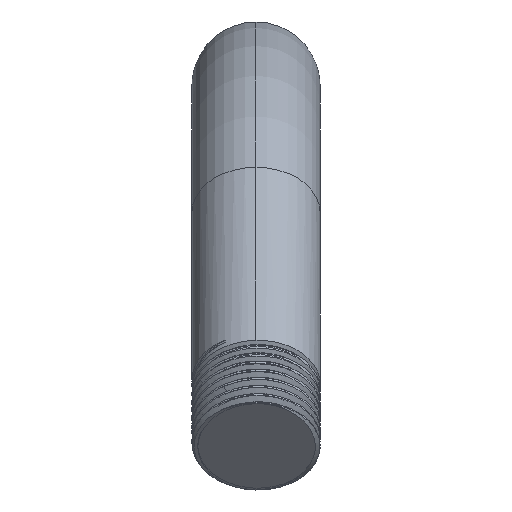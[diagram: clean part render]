
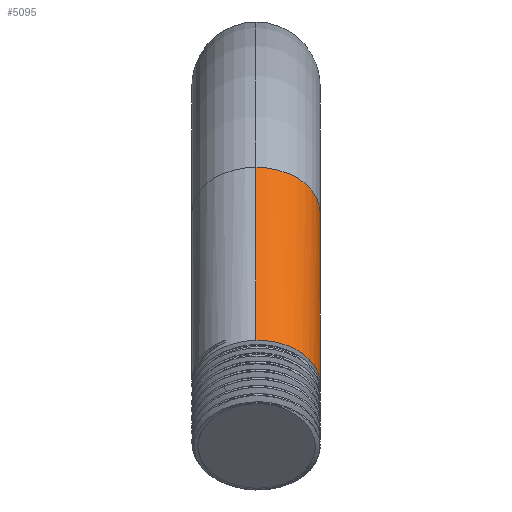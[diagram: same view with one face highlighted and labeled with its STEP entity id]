
A CAD part, top view. The second image highlights one B-rep face of the part: STEP entity #5095.
In plain terms, the highlighted cylindrical face has radius 10.319 mm (diameter 20.637 mm), a partial arc.
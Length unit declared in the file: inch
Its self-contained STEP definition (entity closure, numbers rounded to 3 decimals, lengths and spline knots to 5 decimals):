
#2018=CARTESIAN_POINT('',(0.,-1.61565,
12.01926));
#2019=CARTESIAN_POINT('',(0.03212,-1.61502,
12.01863));
#2020=CARTESIAN_POINT('',(0.09671,-1.61916,
12.01197));
#2021=CARTESIAN_POINT('',(0.18943,-1.64176,
11.98553));
#2022=CARTESIAN_POINT('',(0.2712,-1.67962,
11.94383));
#2023=CARTESIAN_POINT('',(0.3361,-1.72901,
11.89067));
#2024=CARTESIAN_POINT('',(0.383,-1.78941,
11.82639));
#2025=CARTESIAN_POINT('',(0.40663,-1.85428,
11.75775));
#2026=CARTESIAN_POINT('',(0.4078,-1.92106,
11.68721));
#2027=CARTESIAN_POINT('',(0.38486,-1.98862,
11.61574));
#2028=CARTESIAN_POINT('',(0.33768,-2.05048,
11.54993));
#2029=CARTESIAN_POINT('',(0.27263,-2.10036,
11.49626));
#2030=CARTESIAN_POINT('',(0.19246,-2.13809,
11.45474));
#2031=CARTESIAN_POINT('',(0.09815,-2.16165,
11.42726));
#2032=CARTESIAN_POINT('',(0.03267,-2.1659,
11.42046));
#2033=CARTESIAN_POINT('',(0.,-2.16526,
11.41983));
#2038=CARTESIAN_POINT('',(0.,-0.80546,10.63454));
#2039=DIRECTION('',(0.,-0.707,0.707));
#2040=DIRECTION('',(0.,-0.707,-0.707));
#2041=AXIS2_PLACEMENT_3D('',#2038,#2039,#2040);
#2046=DIRECTION('',(0.,-0.707,0.707));
#2047=VECTOR('',#2046,1.51681);
#2048=CARTESIAN_POINT('',(0.,-1.09272,10.34728));
#2049=LINE('',#2048,#2047);
#2481=DIRECTION('',(0.,-0.707,0.707));
#2482=VECTOR('',#2481,1.55203);
#2483=CARTESIAN_POINT('',(0.,-0.51819,10.92181));
#2484=LINE('',#2483,#2482);
#3104=CARTESIAN_POINT('',(0.,-1.09272,10.34728));
#3105=CARTESIAN_POINT('',(0.,-0.51819,10.92181));
#3106=VERTEX_POINT('',#3104);
#3107=VERTEX_POINT('',#3105);
#3242=VERTEX_POINT('',#2018);
#3243=VERTEX_POINT('',#2033);
#5081=CARTESIAN_POINT('',(0.,-0.80546,10.63454));
#5082=DIRECTION('',(0.,-0.707,0.707));
#5083=DIRECTION('',(0.,-0.707,-0.707));
#5084=AXIS2_PLACEMENT_3D('',#5081,#5082,#5083);
#5085=CYLINDRICAL_SURFACE('',#5084,0.40625);
#5087=ORIENTED_EDGE('',*,*,#5086,.F.);
#5089=ORIENTED_EDGE('',*,*,#5088,.F.);
#5090=ORIENTED_EDGE('',*,*,#4947,.F.);
#5092=ORIENTED_EDGE('',*,*,#5091,.T.);
#5093=EDGE_LOOP('',(#5087,#5089,#5090,#5092));
#5094=FACE_OUTER_BOUND('',#5093,.F.);
#2034=B_SPLINE_CURVE_WITH_KNOTS('',3,(#2018,#2019,#2020,#2021,#2022,#2023,#2024,
#2025,#2026,#2027,#2028,#2029,#2030,#2031,#2032,#2033),.UNSPECIFIED.,.F.,.F.,(4,
1,1,1,1,1,1,1,1,1,1,1,1,4),(0.,0.07692,0.15385,
0.23077,0.30769,0.38462,0.46154,
0.53846,0.61538,0.69231,0.76923,
0.84615,0.92308,1.),.UNSPECIFIED.);
#2042=CIRCLE('',#2041,0.40625);
#4947=EDGE_CURVE('',#3106,#3107,#2042,.T.);
#5086=EDGE_CURVE('',#3242,#3243,#2034,.T.);
#5088=EDGE_CURVE('',#3107,#3242,#2484,.T.);
#5091=EDGE_CURVE('',#3106,#3243,#2049,.T.);
#5095=ADVANCED_FACE('',(#5094),#5085,.T.);
